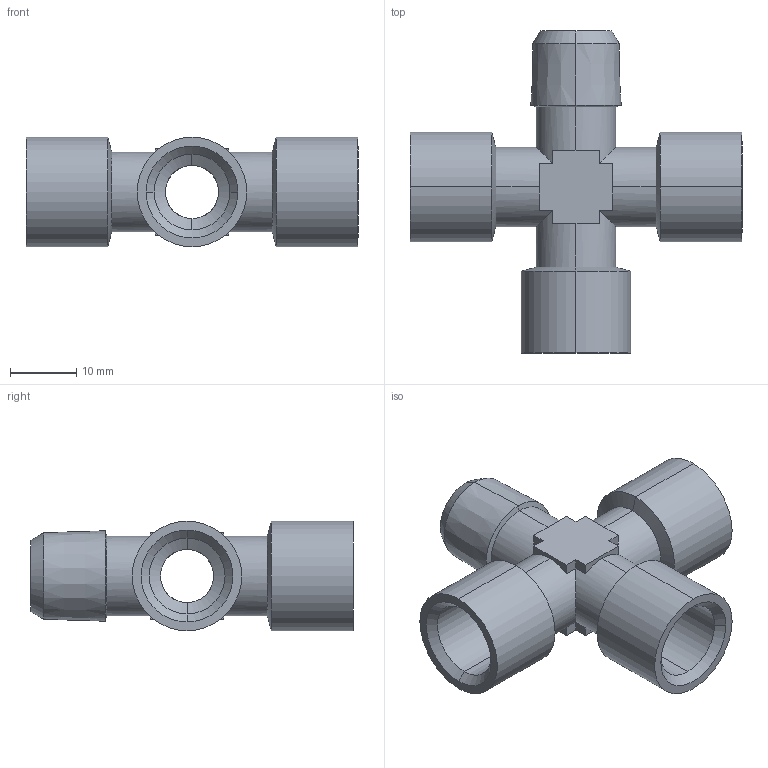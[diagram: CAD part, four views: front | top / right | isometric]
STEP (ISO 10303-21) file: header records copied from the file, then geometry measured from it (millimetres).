
FILE_DESCRIPTION (( 'STEP AP214' ), '1' );
FILE_NAME ('DRF.M3F02.STEP', '2018-09-03T09:49:17', ( '' ), ( '' ), 'SwSTEP 2.0', 'SolidWorks 2018', '' );
FILE_SCHEMA (( 'AUTOMOTIVE_DESIGN' ));
Length unit declared in the file: millimetre
Products named in the file (1): DRF.M3F02
Bounding box: 50 x 48.5 x 16.5 mm (x, y, z)
Volume: 7696.2 mm3; surface area: 7049.6 mm2
Topology: 1 solids, 1 shells, 84 faces, 202 edges, 118 vertices
Faces by surface type: plane 30, cylinder 28, cone 26
Entity records: 2452 total; most frequent: CARTESIAN_POINT 441, DIRECTION 436, ORIENTED_EDGE 404, EDGE_CURVE 202, AXIS2_PLACEMENT_3D 159, VECTOR 118, LINE 118, VERTEX_POINT 118
